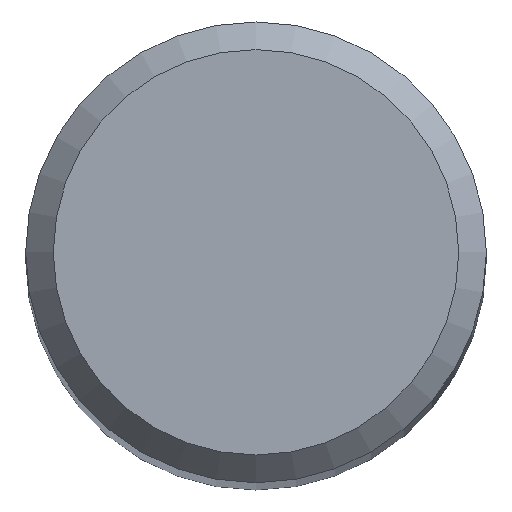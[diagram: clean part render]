
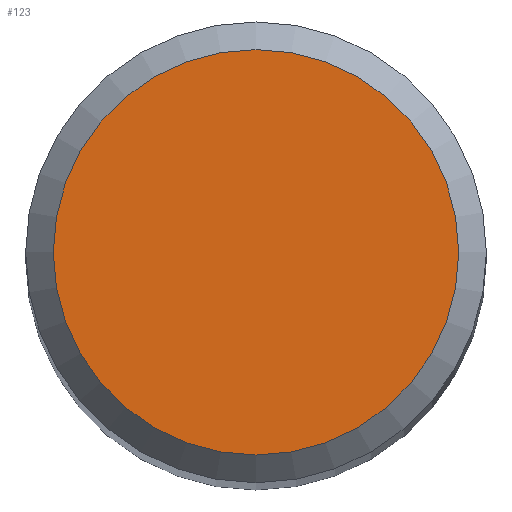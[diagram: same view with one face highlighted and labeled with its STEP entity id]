
A CAD part, top view. The second image highlights one B-rep face of the part: STEP entity #123.
In plain terms, the highlighted planar face has unit normal (0, 0, 1).
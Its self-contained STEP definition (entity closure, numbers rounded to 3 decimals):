
#123=ADVANCED_FACE('',(#132),#129,.T.);
#129=PLANE('',#179);
#132=FACE_OUTER_BOUND('',#135,.T.);
#135=EDGE_LOOP('',(#143));
#143=ORIENTED_EDGE('',*,*,#156,.T.);
#151=VERTEX_POINT('',#214);
#156=EDGE_CURVE('',#151,#151,#160,.T.);
#160=CIRCLE('',#178,4.4);
#178=AXIS2_PLACEMENT_3D('',#213,#192,#193);
#179=AXIS2_PLACEMENT_3D('',#215,#194,#195);
#192=DIRECTION('',(0.,0.,1.));
#193=DIRECTION('',(1.,0.,0.));
#194=DIRECTION('',(0.,0.,1.));
#195=DIRECTION('',(1.,0.,0.));
#213=CARTESIAN_POINT('',(0.,0.,0.));
#214=CARTESIAN_POINT('',(4.4,0.,0.));
#215=CARTESIAN_POINT('',(0.,0.,0.));
